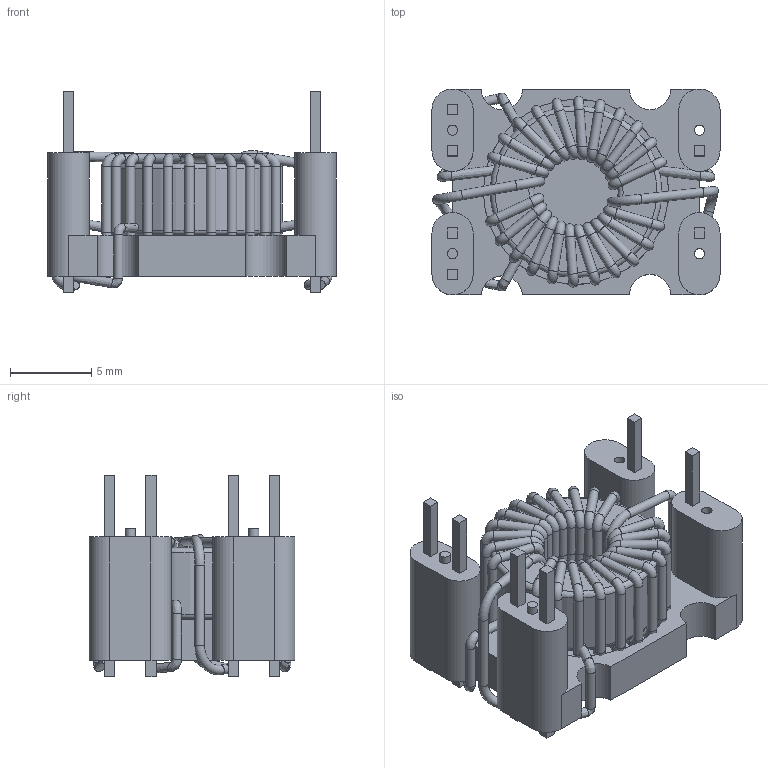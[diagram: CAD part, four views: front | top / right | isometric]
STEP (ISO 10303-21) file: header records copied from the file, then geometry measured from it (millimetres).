
FILE_DESCRIPTION (( 'STEP AP214' ), '1' );
FILE_NAME ('29775r6.STEP', '2011-07-05T14:28:24', ( 'Vicor User' ), ( 'Microsoft' ), 'SwSTEP 2.0', 'SolidWorks 2010', '' );
FILE_SCHEMA (( 'AUTOMOTIVE_DESIGN' ));
Length unit declared in the file: inch
Products named in the file (1): 29775r6
Bounding box: 17.78 x 12.7 x 12.45 mm (x, y, z)
Volume: 1042.3 mm3; surface area: 2149.2 mm2
Topology: 6 solids, 6 shells, 482 faces, 1194 edges, 686 vertices
Faces by surface type: cylinder 181, plane 177, torus 102, bspline 22
Full cylindrical faces by diameter (mm): 0.588 x79, 0.635 x6, 5.207 x1, 10.592 x1, 11.43 x1
Entity records: 20782 total; most frequent: CARTESIAN_POINT 4099, DIRECTION 2302, ORIENTED_EDGE 1844, AXIS2_PLACEMENT_3D 998, EDGE_CURVE 922, EDGE_LOOP 724, FACE_OUTER_BOUND 693, VERTEX_POINT 628
